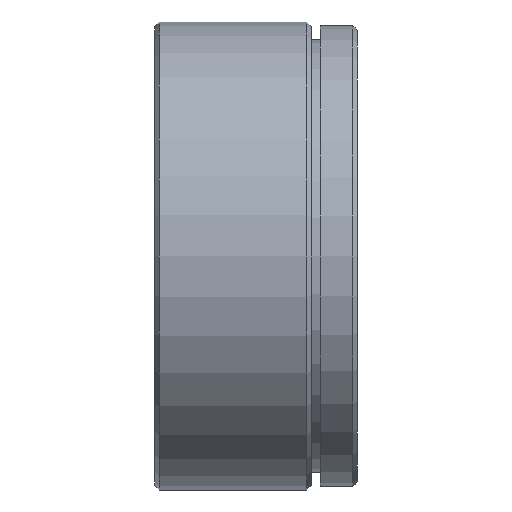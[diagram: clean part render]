
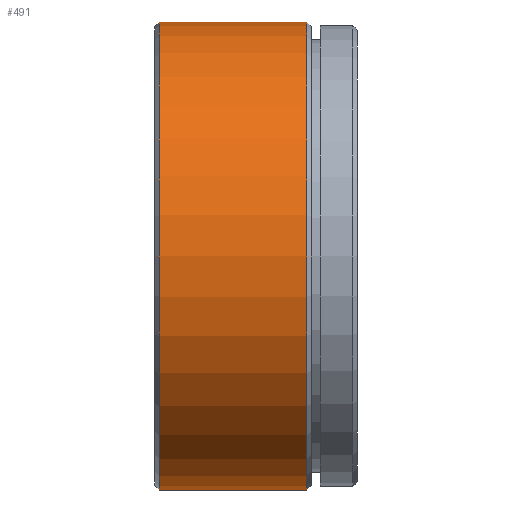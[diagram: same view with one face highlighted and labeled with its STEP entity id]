
A CAD part, left-side view. The second image highlights one B-rep face of the part: STEP entity #491.
In plain terms, the highlighted cylindrical face has radius 25.4 mm (diameter 50.8 mm), a partial arc.
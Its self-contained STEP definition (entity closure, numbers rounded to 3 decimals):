
#10 = VERTEX_POINT ( 'NONE', #395 ) ;
#59 = EDGE_CURVE ( 'NONE', #10, #70, #687, .T. ) ;
#60 = DIRECTION ( 'NONE',  ( 0., -1., 0. ) ) ;
#70 = VERTEX_POINT ( 'NONE', #1029 ) ;
#94 = CARTESIAN_POINT ( 'NONE',  ( 0., 21.5, 25.4 ) ) ;
#106 = DIRECTION ( 'NONE',  ( 0., -1., 0. ) ) ;
#136 = CARTESIAN_POINT ( 'NONE',  ( 0., 5.5, 0. ) ) ;
#215 = VECTOR ( 'NONE', #60, 1000. ) ;
#268 = EDGE_LOOP ( 'NONE', ( #941, #816, #376, #428 ) ) ;
#280 = CYLINDRICAL_SURFACE ( 'NONE', #406, 25.4 ) ;
#326 = AXIS2_PLACEMENT_3D ( 'NONE', #136, #643, #939 ) ;
#376 = ORIENTED_EDGE ( 'NONE', *, *, #59, .T. ) ;
#383 = DIRECTION ( 'NONE',  ( 0., 0., -1. ) ) ;
#386 = AXIS2_PLACEMENT_3D ( 'NONE', #789, #1000, #383 ) ;
#395 = CARTESIAN_POINT ( 'NONE',  ( 0., 21.5, -25.4 ) ) ;
#406 = AXIS2_PLACEMENT_3D ( 'NONE', #910, #604, #476 ) ;
#416 = CIRCLE ( 'NONE', #386, 25.4 ) ;
#428 = ORIENTED_EDGE ( 'NONE', *, *, #979, .F. ) ;
#476 = DIRECTION ( 'NONE',  ( 0., 0., -1. ) ) ;
#487 = VECTOR ( 'NONE', #106, 1000. ) ;
#491 = ADVANCED_FACE ( 'NONE', ( #819 ), #280, .T. ) ;
#499 = LINE ( 'NONE', #872, #487 ) ;
#594 = VERTEX_POINT ( 'NONE', #662 ) ;
#604 = DIRECTION ( 'NONE',  ( 0., -1., 0. ) ) ;
#643 = DIRECTION ( 'NONE',  ( 0., -1., 0. ) ) ;
#662 = CARTESIAN_POINT ( 'NONE',  ( 0., 5.5, 25.4 ) ) ;
#687 = LINE ( 'NONE', #978, #215 ) ;
#741 = CIRCLE ( 'NONE', #326, 25.4 ) ;
#789 = CARTESIAN_POINT ( 'NONE',  ( 0., 21.5, 0. ) ) ;
#816 = ORIENTED_EDGE ( 'NONE', *, *, #1105, .T. ) ;
#819 = FACE_OUTER_BOUND ( 'NONE', #268, .T. ) ;
#872 = CARTESIAN_POINT ( 'NONE',  ( 0., 0., 25.4 ) ) ;
#910 = CARTESIAN_POINT ( 'NONE',  ( 0., 0., 0. ) ) ;
#939 = DIRECTION ( 'NONE',  ( 0., 0., -1. ) ) ;
#941 = ORIENTED_EDGE ( 'NONE', *, *, #1042, .F. ) ;
#972 = VERTEX_POINT ( 'NONE', #94 ) ;
#978 = CARTESIAN_POINT ( 'NONE',  ( 0., 0., -25.4 ) ) ;
#979 = EDGE_CURVE ( 'NONE', #594, #70, #741, .T. ) ;
#1000 = DIRECTION ( 'NONE',  ( 0., -1., 0. ) ) ;
#1029 = CARTESIAN_POINT ( 'NONE',  ( 0., 5.5, -25.4 ) ) ;
#1042 = EDGE_CURVE ( 'NONE', #972, #594, #499, .T. ) ;
#1105 = EDGE_CURVE ( 'NONE', #972, #10, #416, .T. ) ;
